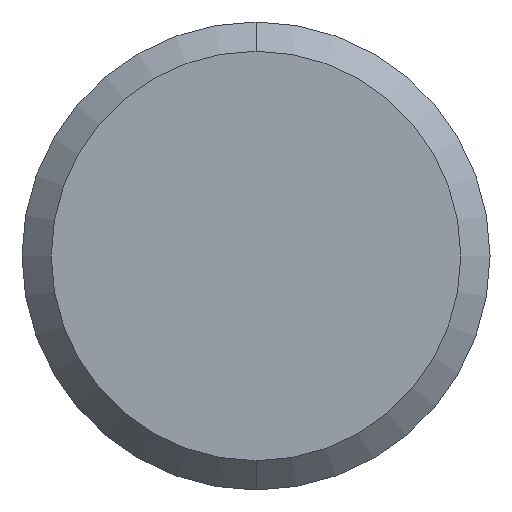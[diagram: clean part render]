
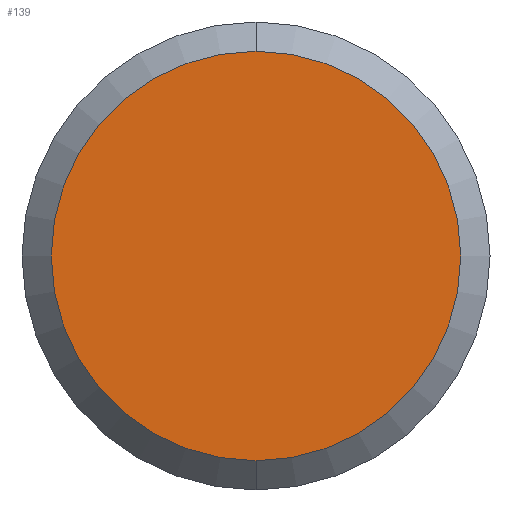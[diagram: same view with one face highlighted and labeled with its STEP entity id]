
A CAD part, front view. The second image highlights one B-rep face of the part: STEP entity #139.
In plain terms, the highlighted planar face has unit normal (0, -1, 0).
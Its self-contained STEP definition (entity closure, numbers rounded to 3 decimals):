
#3 = AXIS2_PLACEMENT_3D ( 'NONE', #27, #125, #158 ) ;
#24 = EDGE_CURVE ( 'NONE', #102, #216, #65, .T. ) ;
#27 = CARTESIAN_POINT ( 'NONE',  ( 0., 0., 0. ) ) ;
#35 = AXIS2_PLACEMENT_3D ( 'NONE', #77, #234, #55 ) ;
#55 = DIRECTION ( 'NONE',  ( 0., 0., 1. ) ) ;
#59 = CARTESIAN_POINT ( 'NONE',  ( 0., 0., 0. ) ) ;
#65 = CIRCLE ( 'NONE', #3, 3.5 ) ;
#77 = CARTESIAN_POINT ( 'NONE',  ( 0., 0., 0. ) ) ;
#80 = DIRECTION ( 'NONE',  ( 0., 0., 1. ) ) ;
#91 = CIRCLE ( 'NONE', #157, 3.5 ) ;
#98 = ORIENTED_EDGE ( 'NONE', *, *, #24, .T. ) ;
#102 = VERTEX_POINT ( 'NONE', #235 ) ;
#107 = FACE_OUTER_BOUND ( 'NONE', #210, .T. ) ;
#119 = CARTESIAN_POINT ( 'NONE',  ( 0., 0., 3.5 ) ) ;
#122 = ORIENTED_EDGE ( 'NONE', *, *, #236, .T. ) ;
#125 = DIRECTION ( 'NONE',  ( 0., -1., 0. ) ) ;
#139 = ADVANCED_FACE ( 'NONE', ( #107 ), #146, .F. ) ;
#146 = PLANE ( 'NONE',  #35 ) ;
#157 = AXIS2_PLACEMENT_3D ( 'NONE', #59, #237, #80 ) ;
#158 = DIRECTION ( 'NONE',  ( 0., 0., 1. ) ) ;
#210 = EDGE_LOOP ( 'NONE', ( #122, #98 ) ) ;
#216 = VERTEX_POINT ( 'NONE', #119 ) ;
#234 = DIRECTION ( 'NONE',  ( 0., 1., 0. ) ) ;
#235 = CARTESIAN_POINT ( 'NONE',  ( 0., 0., -3.5 ) ) ;
#236 = EDGE_CURVE ( 'NONE', #216, #102, #91, .T. ) ;
#237 = DIRECTION ( 'NONE',  ( 0., -1., 0. ) ) ;
